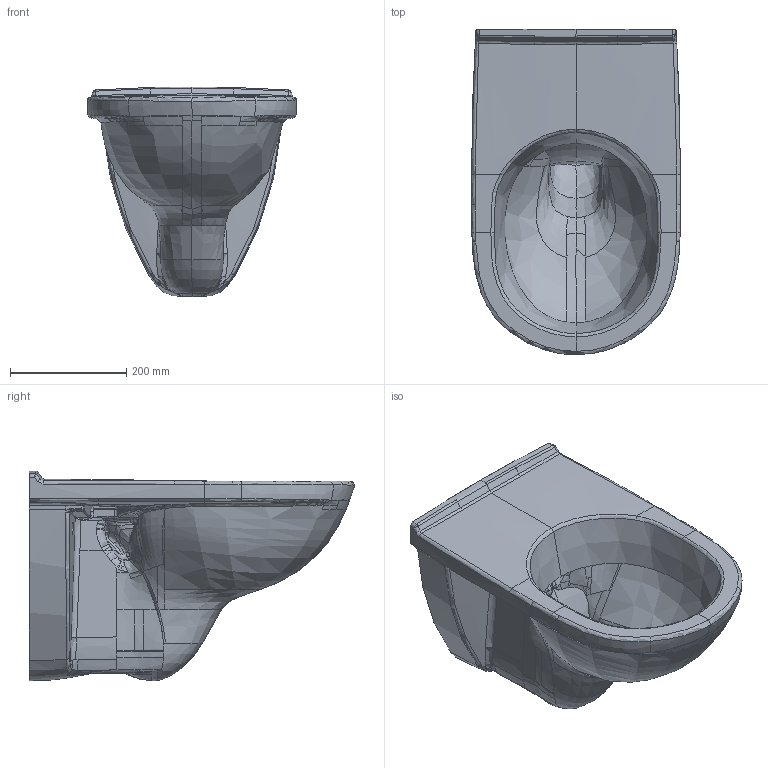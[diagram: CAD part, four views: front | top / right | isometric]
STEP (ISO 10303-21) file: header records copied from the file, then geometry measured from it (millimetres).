
FILE_DESCRIPTION(/* description */ (''),/* implementation_level */ '2;1');
FILE_NAME(/* name */ '566010_Onovo_WWC.stp',/* time_stamp */ '2019-03-07T10:00:39+01:00',/* author */ (''),/* organization */ (''),/* preprocessor_version */ 'ST-DEVELOPER v16',/* originating_system */ 'SIEMENS PLM Software NX 10.0',/* authorisation */ '');
FILE_SCHEMA (('AUTOMOTIVE_DESIGN { 1 0 10303 214 3 1 1 1 }'));
Products named in the file (1): Sier1EA0B88Ezf1b
Bounding box: 360 x 560.64 x 361.53 mm (x, y, z)
Volume: 15595890.2 mm3; surface area: 930755.4 mm2
Topology: 1 solids, 1 shells, 716 faces, 2023 edges, 1259 vertices
Faces by surface type: bspline 684, plane 18, cylinder 6, extrusion 4, cone 2, torus 2
Entity records: 812102 total; most frequent: CARTESIAN_POINT 800152, ORIENTED_EDGE 3942, EDGE_CURVE 1971, B_SPLINE_CURVE_WITH_KNOTS 1747, VERTEX_POINT 1261, EDGE_LOOP 720, ADVANCED_FACE 716, FACE_OUTER_BOUND 712
